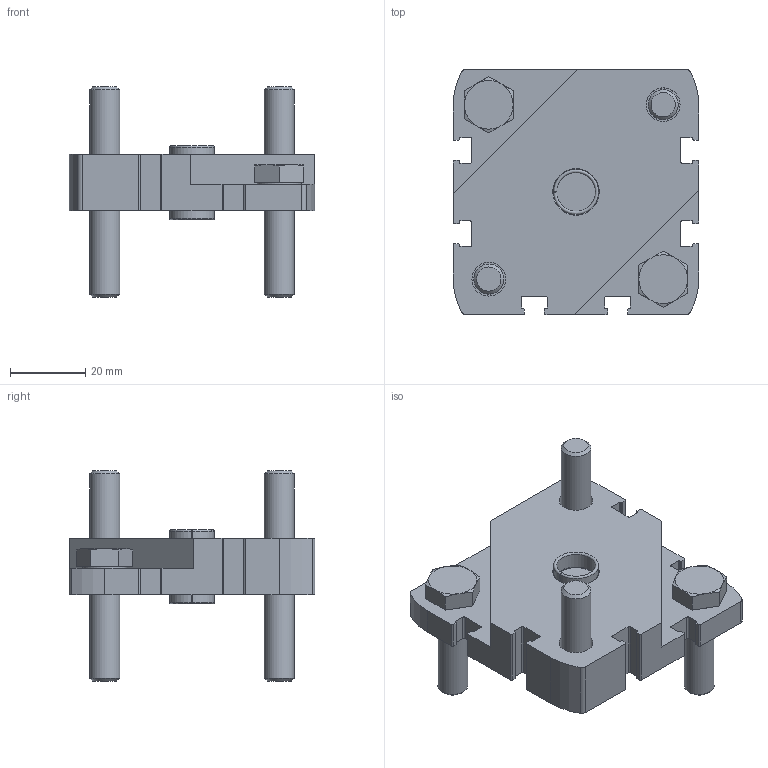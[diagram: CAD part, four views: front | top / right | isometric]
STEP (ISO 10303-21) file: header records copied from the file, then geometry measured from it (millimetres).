
FILE_DESCRIPTION(/* description */ ('STEP AP214'),/* implementation_level */ '2;1');
FILE_NAME(/* name */ '537269_DPNA-50',/* time_stamp */ '2024-08-20T22:24:23+02:00',/* author */ ('License CC BY-ND 4.0'),/* organization */ ('CADENAS'),/* preprocessor_version */ 'ST-DEVELOPER v19.3',/* originating_system */ 'PARTsolutions',/* authorisation */ ' ');
FILE_SCHEMA (('AUTOMOTIVE_DESIGN {1 0 10303 214 3 1 1}'));
Length unit declared in the file: millimetre
Products named in the file (5): 537269 DPNA-50; 537269 DPNA-50---(P); DIN-6912 - M8x25(F); Hexagon bolt DIN 933 - M8x30; 8137185 ZBH-12-B
Assembly tree (7 placements, depth 2):
  537269 DPNA-50
    537269 DPNA-50---(P)
    DIN-6912 - M8x25(F)  x2
    Hexagon bolt DIN 933 - M8x30  x2
    8137185 ZBH-12-B  x2
Bounding box: 65.5 x 65.5 x 56 mm (x, y, z)
Volume: 56207.6 mm3; surface area: 19248.7 mm2
Topology: 7 solids, 7 shells, 238 faces, 578 edges, 364 vertices
Faces by surface type: plane 116, cylinder 78, cone 34, torus 10
Full cylindrical faces by diameter (mm): 4 x2, 8 x4, 9 x4, 11.63 x2, 12 x2, 13 x2, 15 x2
Entity records: 5648 total; most frequent: CARTESIAN_POINT 1020, DIRECTION 974, ORIENTED_EDGE 894, EDGE_CURVE 447, AXIS2_PLACEMENT_3D 358, VERTEX_POINT 302, LINE 258, VECTOR 258
